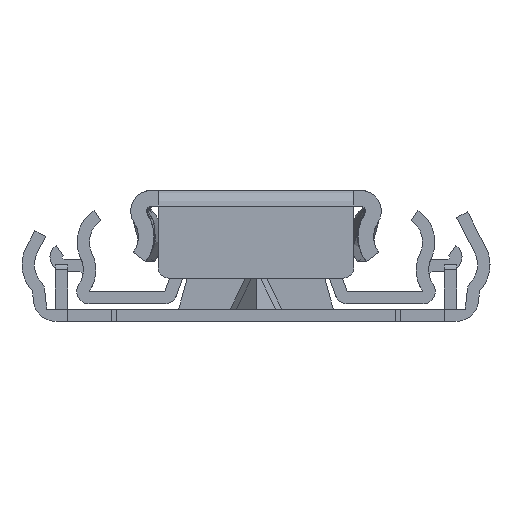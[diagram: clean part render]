
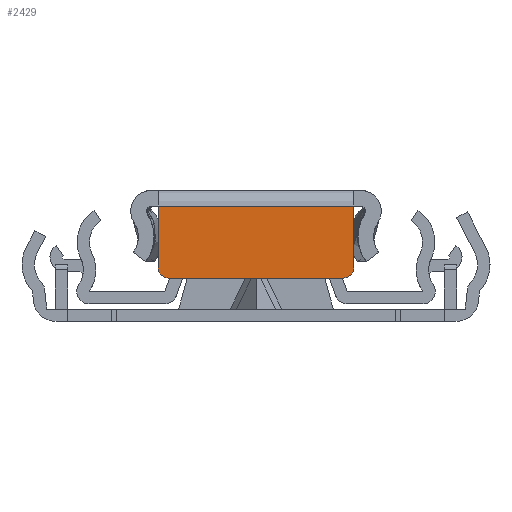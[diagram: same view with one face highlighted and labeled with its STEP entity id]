
A CAD part, left-side view. The second image highlights one B-rep face of the part: STEP entity #2429.
In plain terms, the highlighted planar face has unit normal (-1, 0, 0).
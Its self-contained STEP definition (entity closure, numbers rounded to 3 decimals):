
#1610 = CARTESIAN_POINT ( 'NONE',  ( -295., 0., 0. ) ) ;
#1679 = FACE_OUTER_BOUND ( 'NONE', #14124, .T. ) ;
#1861 = VERTEX_POINT ( 'NONE', #11137 ) ;
#1884 = CARTESIAN_POINT ( 'NONE',  ( -295., 8.5, -7. ) ) ;
#2080 = DIRECTION ( 'NONE',  ( 0., 1., 0. ) ) ;
#2429 = ADVANCED_FACE ( 'NONE', ( #1679 ), #7426, .T. ) ;
#2535 = VECTOR ( 'NONE', #8971, 1000. ) ;
#2654 = VERTEX_POINT ( 'NONE', #9089 ) ;
#3033 = CIRCLE ( 'NONE', #5639, 1. ) ;
#3128 = VERTEX_POINT ( 'NONE', #7230 ) ;
#3499 = VERTEX_POINT ( 'NONE', #7735 ) ;
#4191 = VERTEX_POINT ( 'NONE', #1884 ) ;
#4305 = CARTESIAN_POINT ( 'NONE',  ( -295., 9.5, -7. ) ) ;
#5639 = AXIS2_PLACEMENT_3D ( 'NONE', #14214, #13921, #8294 ) ;
#5884 = VECTOR ( 'NONE', #13098, 1000. ) ;
#5965 = ORIENTED_EDGE ( 'NONE', *, *, #7849, .T. ) ;
#6404 = LINE ( 'NONE', #4305, #7445 ) ;
#6430 = EDGE_CURVE ( 'NONE', #1861, #2654, #7098, .T. ) ;
#7098 = LINE ( 'NONE', #9146, #10767 ) ;
#7162 = AXIS2_PLACEMENT_3D ( 'NONE', #14387, #10760, #12159 ) ;
#7230 = CARTESIAN_POINT ( 'NONE',  ( -295., -8.5, -7. ) ) ;
#7348 = LINE ( 'NONE', #13019, #5884 ) ;
#7426 = PLANE ( 'NONE',  #12125 ) ;
#7437 = EDGE_CURVE ( 'NONE', #12929, #1861, #14465, .T. ) ;
#7445 = VECTOR ( 'NONE', #2080, 1000. ) ;
#7735 = CARTESIAN_POINT ( 'NONE',  ( -295., 9.5, -6. ) ) ;
#7849 = EDGE_CURVE ( 'NONE', #2654, #3499, #7348, .T. ) ;
#7956 = EDGE_CURVE ( 'NONE', #3128, #12929, #3033, .T. ) ;
#8294 = DIRECTION ( 'NONE',  ( 0., 0., 1. ) ) ;
#8639 = ORIENTED_EDGE ( 'NONE', *, *, #14695, .F. ) ;
#8906 = CARTESIAN_POINT ( 'NONE',  ( -295., -9.5, 0. ) ) ;
#8971 = DIRECTION ( 'NONE',  ( 0., 0., 1. ) ) ;
#9089 = CARTESIAN_POINT ( 'NONE',  ( -295., 9.5, 0. ) ) ;
#9146 = CARTESIAN_POINT ( 'NONE',  ( -295., 9.5, 0. ) ) ;
#9405 = DIRECTION ( 'NONE',  ( 0., 0., 1. ) ) ;
#9919 = EDGE_CURVE ( 'NONE', #3499, #4191, #13054, .T. ) ;
#10642 = ORIENTED_EDGE ( 'NONE', *, *, #7956, .T. ) ;
#10669 = DIRECTION ( 'NONE',  ( -1., 0., 0. ) ) ;
#10760 = DIRECTION ( 'NONE',  ( -1., 0., 0. ) ) ;
#10767 = VECTOR ( 'NONE', #13661, 1000. ) ;
#11137 = CARTESIAN_POINT ( 'NONE',  ( -295., -9.5, 0. ) ) ;
#11832 = ORIENTED_EDGE ( 'NONE', *, *, #9919, .T. ) ;
#12125 = AXIS2_PLACEMENT_3D ( 'NONE', #1610, #10669, #9405 ) ;
#12159 = DIRECTION ( 'NONE',  ( 0., 0., 1. ) ) ;
#12485 = ORIENTED_EDGE ( 'NONE', *, *, #7437, .T. ) ;
#12929 = VERTEX_POINT ( 'NONE', #14536 ) ;
#13019 = CARTESIAN_POINT ( 'NONE',  ( -295., 9.5, 0. ) ) ;
#13054 = CIRCLE ( 'NONE', #7162, 1. ) ;
#13098 = DIRECTION ( 'NONE',  ( 0., 0., -1. ) ) ;
#13661 = DIRECTION ( 'NONE',  ( 0., 1., 0. ) ) ;
#13921 = DIRECTION ( 'NONE',  ( -1., 0., 0. ) ) ;
#14124 = EDGE_LOOP ( 'NONE', ( #8639, #10642, #12485, #14318, #5965, #11832 ) ) ;
#14214 = CARTESIAN_POINT ( 'NONE',  ( -295., -8.5, -6. ) ) ;
#14318 = ORIENTED_EDGE ( 'NONE', *, *, #6430, .T. ) ;
#14387 = CARTESIAN_POINT ( 'NONE',  ( -295., 8.5, -6. ) ) ;
#14465 = LINE ( 'NONE', #8906, #2535 ) ;
#14536 = CARTESIAN_POINT ( 'NONE',  ( -295., -9.5, -6. ) ) ;
#14695 = EDGE_CURVE ( 'NONE', #3128, #4191, #6404, .T. ) ;
